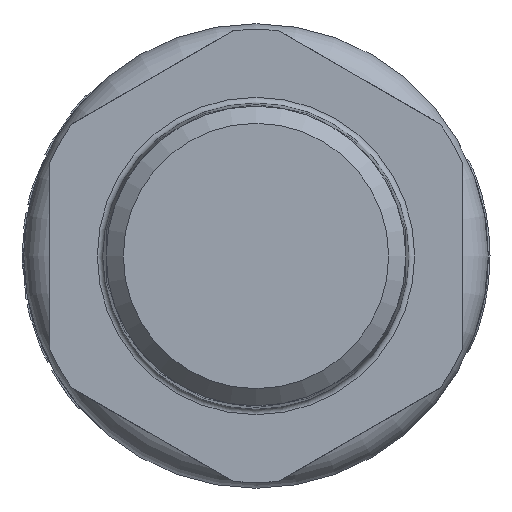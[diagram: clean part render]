
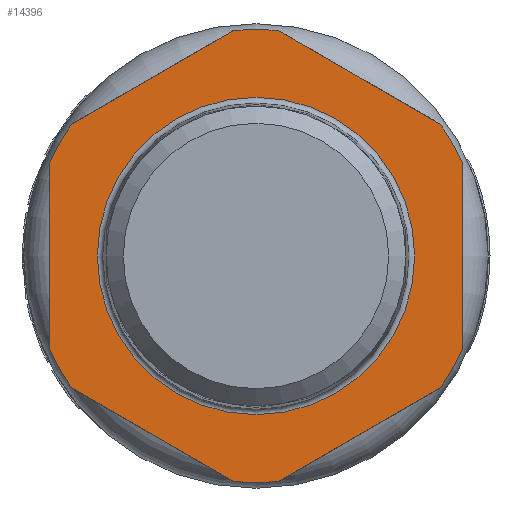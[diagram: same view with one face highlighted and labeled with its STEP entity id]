
A CAD part, left-side view. The second image highlights one B-rep face of the part: STEP entity #14396.
In plain terms, the highlighted planar face has unit normal (-1, 0, 0).
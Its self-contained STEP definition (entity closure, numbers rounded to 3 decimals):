
#608=FACE_BOUND('',#4420,.T.);
#1247=LINE('',#30369,#1846);
#1248=LINE('',#30373,#1847);
#1249=LINE('',#30377,#1848);
#1250=LINE('',#30381,#1849);
#1251=LINE('',#30385,#1850);
#1252=LINE('',#30389,#1851);
#1846=VECTOR('',#19106,10.);
#1847=VECTOR('',#19109,10.);
#1848=VECTOR('',#19112,10.);
#1849=VECTOR('',#19115,10.);
#1850=VECTOR('',#19118,10.);
#1851=VECTOR('',#19121,10.);
#2145=PLANE('',#15785);
#2835=CIRCLE('',#15779,13.835);
#2836=CIRCLE('',#15780,13.835);
#2840=CIRCLE('',#15786,19.75);
#2841=CIRCLE('',#15787,19.75);
#2842=CIRCLE('',#15788,19.75);
#2843=CIRCLE('',#15789,19.75);
#2844=CIRCLE('',#15790,19.75);
#2845=CIRCLE('',#15791,19.75);
#3625=FACE_OUTER_BOUND('',#4419,.T.);
#4419=EDGE_LOOP('',(#12695,#12696,#12697,#12698,#12699,#12700,#12701,#12702,
#12703,#12704,#12705,#12706));
#4420=EDGE_LOOP('',(#12707,#12708));
#6431=VERTEX_POINT('',#30354);
#6432=VERTEX_POINT('',#30356);
#6435=VERTEX_POINT('',#30367);
#6436=VERTEX_POINT('',#30368);
#6437=VERTEX_POINT('',#30370);
#6438=VERTEX_POINT('',#30372);
#6439=VERTEX_POINT('',#30374);
#6440=VERTEX_POINT('',#30376);
#6441=VERTEX_POINT('',#30378);
#6442=VERTEX_POINT('',#30380);
#6443=VERTEX_POINT('',#30382);
#6444=VERTEX_POINT('',#30384);
#6445=VERTEX_POINT('',#30386);
#6446=VERTEX_POINT('',#30388);
#8528=EDGE_CURVE('',#6431,#6432,#2835,.T.);
#8529=EDGE_CURVE('',#6432,#6431,#2836,.T.);
#8534=EDGE_CURVE('',#6435,#6436,#1247,.T.);
#8535=EDGE_CURVE('',#6437,#6436,#2840,.T.);
#8536=EDGE_CURVE('',#6437,#6438,#1248,.T.);
#8537=EDGE_CURVE('',#6439,#6438,#2841,.T.);
#8538=EDGE_CURVE('',#6439,#6440,#1249,.T.);
#8539=EDGE_CURVE('',#6441,#6440,#2842,.T.);
#8540=EDGE_CURVE('',#6441,#6442,#1250,.T.);
#8541=EDGE_CURVE('',#6443,#6442,#2843,.T.);
#8542=EDGE_CURVE('',#6443,#6444,#1251,.T.);
#8543=EDGE_CURVE('',#6445,#6444,#2844,.T.);
#8544=EDGE_CURVE('',#6445,#6446,#1252,.T.);
#8545=EDGE_CURVE('',#6435,#6446,#2845,.T.);
#12695=ORIENTED_EDGE('',*,*,#8534,.T.);
#12696=ORIENTED_EDGE('',*,*,#8535,.F.);
#12697=ORIENTED_EDGE('',*,*,#8536,.T.);
#12698=ORIENTED_EDGE('',*,*,#8537,.F.);
#12699=ORIENTED_EDGE('',*,*,#8538,.T.);
#12700=ORIENTED_EDGE('',*,*,#8539,.F.);
#12701=ORIENTED_EDGE('',*,*,#8540,.T.);
#12702=ORIENTED_EDGE('',*,*,#8541,.F.);
#12703=ORIENTED_EDGE('',*,*,#8542,.T.);
#12704=ORIENTED_EDGE('',*,*,#8543,.F.);
#12705=ORIENTED_EDGE('',*,*,#8544,.T.);
#12706=ORIENTED_EDGE('',*,*,#8545,.F.);
#12707=ORIENTED_EDGE('',*,*,#8529,.F.);
#12708=ORIENTED_EDGE('',*,*,#8528,.F.);
#14396=ADVANCED_FACE('',(#3625,#608),#2145,.T.);
#15779=AXIS2_PLACEMENT_3D('',#30357,#19091,#19092);
#15780=AXIS2_PLACEMENT_3D('',#30358,#19093,#19094);
#15785=AXIS2_PLACEMENT_3D('',#30366,#19104,#19105);
#15786=AXIS2_PLACEMENT_3D('',#30371,#19107,#19108);
#15787=AXIS2_PLACEMENT_3D('',#30375,#19110,#19111);
#15788=AXIS2_PLACEMENT_3D('',#30379,#19113,#19114);
#15789=AXIS2_PLACEMENT_3D('',#30383,#19116,#19117);
#15790=AXIS2_PLACEMENT_3D('',#30387,#19119,#19120);
#15791=AXIS2_PLACEMENT_3D('',#30390,#19122,#19123);
#19091=DIRECTION('center_axis',(-1.,0.,0.));
#19092=DIRECTION('ref_axis',(0.,0.,
1.));
#19093=DIRECTION('center_axis',(-1.,0.,0.));
#19094=DIRECTION('ref_axis',(0.,0.,
1.));
#19104=DIRECTION('center_axis',(-1.,0.,0.));
#19105=DIRECTION('ref_axis',(0.,0.,
1.));
#19106=DIRECTION('',(0.,-0.866,0.5));
#19107=DIRECTION('center_axis',(1.,0.,0.));
#19108=DIRECTION('ref_axis',(0.,0.,
-1.));
#19109=DIRECTION('',(0.,0.,1.));
#19110=DIRECTION('center_axis',(1.,0.,0.));
#19111=DIRECTION('ref_axis',(0.,0.,
-1.));
#19112=DIRECTION('',(0.,0.866,0.5));
#19113=DIRECTION('center_axis',(1.,0.,0.));
#19114=DIRECTION('ref_axis',(0.,0.,
-1.));
#19115=DIRECTION('',(0.,0.866,-0.5));
#19116=DIRECTION('center_axis',(1.,0.,0.));
#19117=DIRECTION('ref_axis',(0.,0.,
-1.));
#19118=DIRECTION('',(0.,0.,-1.));
#19119=DIRECTION('center_axis',(1.,0.,0.));
#19120=DIRECTION('ref_axis',(0.,0.,
-1.));
#19121=DIRECTION('',(0.,-0.866,-0.5));
#19122=DIRECTION('center_axis',(1.,0.,0.));
#19123=DIRECTION('ref_axis',(0.,0.,
-1.));
#30354=CARTESIAN_POINT('',(-10.15,0.,13.835));
#30356=CARTESIAN_POINT('',(-10.15,0.,-13.835));
#30357=CARTESIAN_POINT('Origin',(-10.15,0.,0.));
#30358=CARTESIAN_POINT('Origin',(-10.15,0.,0.));
#30366=CARTESIAN_POINT('Origin',(-10.15,19.75,0.));
#30367=CARTESIAN_POINT('',(-10.15,-1.961,-19.652));
#30368=CARTESIAN_POINT('',(-10.15,-16.039,-11.525));
#30369=CARTESIAN_POINT('',(-10.15,1.926,-21.896));
#30370=CARTESIAN_POINT('',(-10.15,-18.,-8.128));
#30371=CARTESIAN_POINT('Origin',(-10.15,0.,0.));
#30372=CARTESIAN_POINT('',(-10.15,-18.,8.128));
#30373=CARTESIAN_POINT('',(-10.15,-18.,-4.064));
#30374=CARTESIAN_POINT('',(-10.15,-16.039,11.525));
#30375=CARTESIAN_POINT('Origin',(-10.15,0.,0.));
#30376=CARTESIAN_POINT('',(-10.15,-1.961,19.652));
#30377=CARTESIAN_POINT('',(-10.15,-5.113,17.832));
#30378=CARTESIAN_POINT('',(-10.15,1.961,19.652));
#30379=CARTESIAN_POINT('Origin',(-10.15,0.,0.));
#30380=CARTESIAN_POINT('',(-10.15,16.039,11.525));
#30381=CARTESIAN_POINT('',(-10.15,12.887,13.344));
#30382=CARTESIAN_POINT('',(-10.15,18.,8.128));
#30383=CARTESIAN_POINT('Origin',(-10.15,0.,0.));
#30384=CARTESIAN_POINT('',(-10.15,18.,-8.128));
#30385=CARTESIAN_POINT('',(-10.15,18.,4.064));
#30386=CARTESIAN_POINT('',(-10.15,16.039,-11.525));
#30387=CARTESIAN_POINT('Origin',(-10.15,0.,0.));
#30388=CARTESIAN_POINT('',(-10.15,1.961,-19.652));
#30389=CARTESIAN_POINT('',(-10.15,19.926,-9.28));
#30390=CARTESIAN_POINT('Origin',(-10.15,0.,0.));
